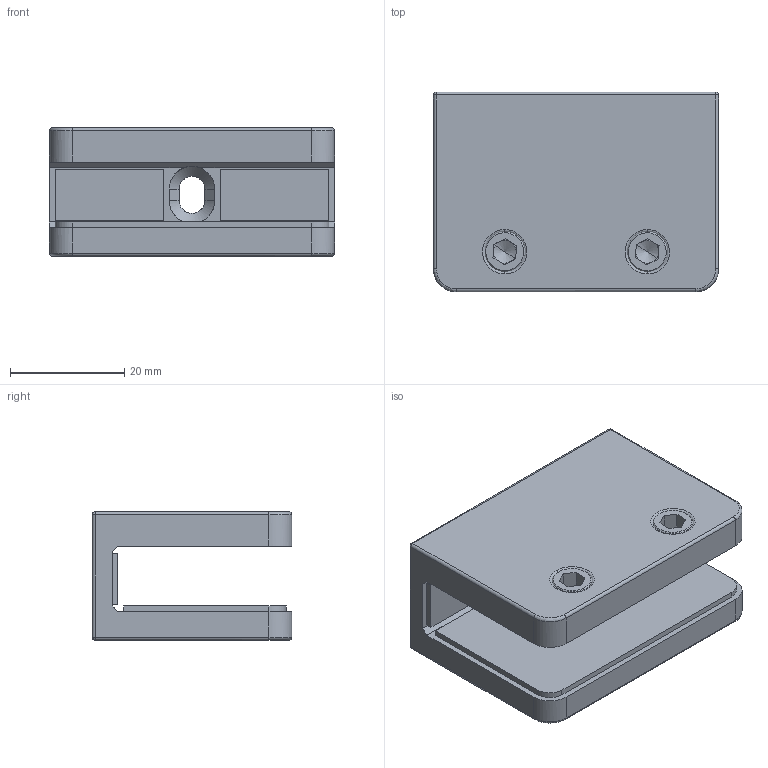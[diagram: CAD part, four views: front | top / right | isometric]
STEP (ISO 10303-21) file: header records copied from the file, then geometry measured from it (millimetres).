
FILE_DESCRIPTION(/* description */ (''),/* implementation_level */ '2;1');
FILE_NAME(/* name */ 'STEP - H31-UWCLCU1236_1705965, 1705966, 1705967, 1705968, 1705969',/* time_stamp */ '2024-09-17T16:45:39+10:00',/* author */ (''),/* organization */ (''),/* preprocessor_version */ 'ST-DEVELOPER v16.5',/* originating_system */ 'Rhino 7.37',/* authorisation */ '');
FILE_SCHEMA (('CONFIG_CONTROL_DESIGN'));
Length unit declared in the file: millimetre
Products named in the file (6): Document; 3D file-H31-U WALL CLIP_1705965~1705969; hex socket set screws with flat point gb_GB_FASTENER_SCREWS_HSFP M8X6
-N; FFFDFFFD
\X0\-U; FFFD
\X0\g-��-U; FFFD
\X0\g-��-U
Assembly tree (6 placements, depth 3):
  Document
    3D file-H31-U WALL CLIP_1705965~1705969
      hex socket set screws with flat point gb_GB_FASTENER_SCREWS_HSFP M8X6
-N  x2
  FFFDFFFD
\X0\-U
  FFFD
\X0\g-��-U
  FFFD
\X0\g-��-U
Bounding box: 50 x 35 x 22.5 mm (x, y, z)
Volume: 22794.9 mm3; surface area: 13860 mm2
Topology: 6 solids, 6 shells, 121 faces, 286 edges, 170 vertices
Faces by surface type: plane 65, cylinder 30, bspline 26
Entity records: 3898 total; most frequent: CARTESIAN_POINT 1797, ORIENTED_EDGE 460, EDGE_CURVE 230, B_SPLINE_CURVE_WITH_KNOTS 142, VERTEX_POINT 141, DIRECTION 111, EDGE_LOOP 105, ADVANCED_FACE 99
